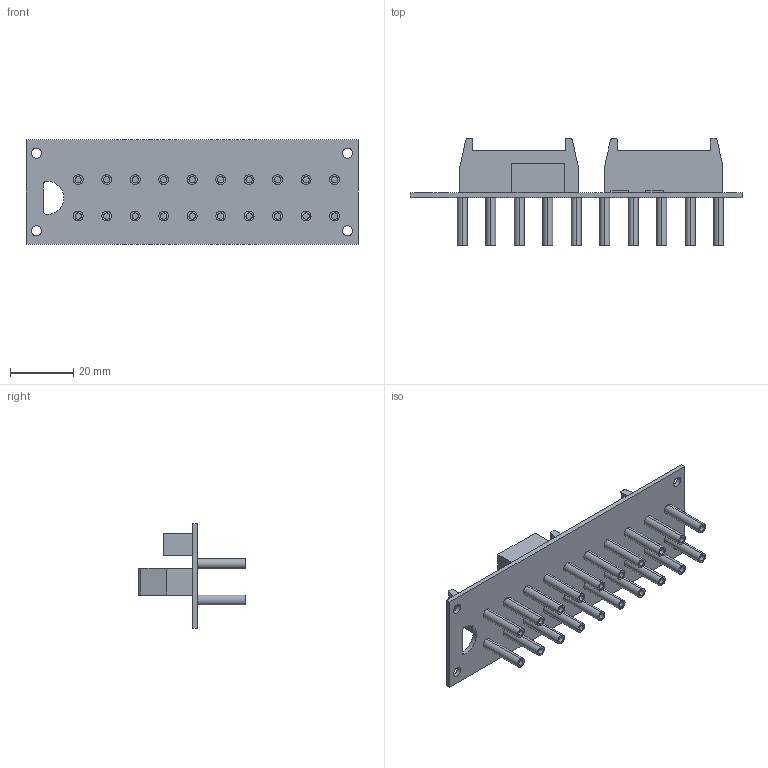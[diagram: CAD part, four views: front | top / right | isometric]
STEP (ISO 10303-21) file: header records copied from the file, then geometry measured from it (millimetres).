
FILE_DESCRIPTION(('SolidDesigner STEP Export'),'2;1');
FILE_NAME('2302861_FLKM_14_PA_AB_1756_EXTC-select.stp','2010-05-21T 9:32:54',(''),(''),'CoCreate Modeling STEP processor for AP214 (Solid Model)','CoCreate Modeling 16.00A 16-Aug-2008 (C) Parametric Technology GmbH','');
FILE_SCHEMA(('AUTOMOTIVE_DESIGN { 1 0 10303 214 1 1 1 1 }'));
Length unit declared in the file: millimetre
Products named in the file (2): 2302861_FLKM_14_PA_AB_1756_EXTC-select
Assembly tree (1 placements, depth 2):
  2302861_FLKM_14_PA_AB_1756_EXTC-select
    2302861_FLKM_14_PA_AB_1756_EXTC-select
Bounding box: 104.9 x 33.94 x 33 mm (x, y, z)
Volume: 15055.4 mm3; surface area: 14540.4 mm2
Topology: 1 solids, 1 shells, 207 faces, 471 edges, 314 vertices
Faces by surface type: cylinder 104, plane 103
Entity records: 6750 total; most frequent: ORIENTED_EDGE 942, CARTESIAN_POINT 850, DIRECTION 809, EDGE_CURVE 471, VERTEX_POINT 314, AXIS2_PLACEMENT_3D 273, EDGE_LOOP 265, VECTOR 263
